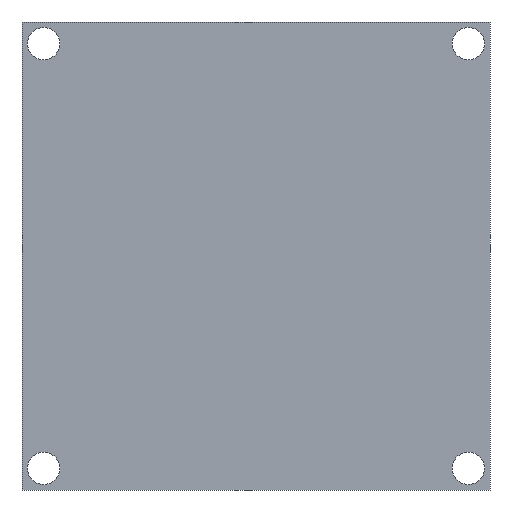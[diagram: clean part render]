
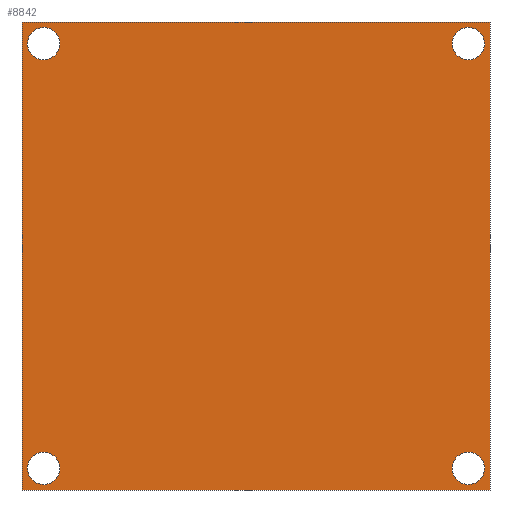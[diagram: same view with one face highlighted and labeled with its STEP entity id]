
A CAD part, front view. The second image highlights one B-rep face of the part: STEP entity #8842.
In plain terms, the highlighted planar face has unit normal (0, -1, 0).
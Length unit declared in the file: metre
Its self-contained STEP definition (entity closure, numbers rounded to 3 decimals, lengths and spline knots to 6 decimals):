
#129=CIRCLE('',#9361,0.0015);
#130=CIRCLE('',#9362,0.0015);
#131=CIRCLE('',#9363,0.0015);
#132=CIRCLE('',#9364,0.0015);
#322=FACE_BOUND('',#897,.T.);
#323=FACE_BOUND('',#898,.T.);
#324=FACE_BOUND('',#899,.T.);
#325=FACE_BOUND('',#900,.T.);
#393=FACE_OUTER_BOUND('',#896,.T.);
#896=EDGE_LOOP('',(#5799,#5800,#5801,#5802));
#897=EDGE_LOOP('',(#5803));
#898=EDGE_LOOP('',(#5804));
#899=EDGE_LOOP('',(#5805));
#900=EDGE_LOOP('',(#5806));
#1632=LINE('',#12797,#2681);
#1635=LINE('',#12802,#2684);
#1637=LINE('',#12806,#2686);
#1639=LINE('',#12809,#2688);
#2681=VECTOR('',#10253,0.0433);
#2684=VECTOR('',#10258,0.0433);
#2686=VECTOR('',#10262,0.0433);
#2688=VECTOR('',#10266,0.0433);
#3729=VERTEX_POINT('',#12795);
#3730=VERTEX_POINT('',#12796);
#3731=VERTEX_POINT('',#12801);
#3732=VERTEX_POINT('',#12805);
#3733=VERTEX_POINT('',#12811);
#3734=VERTEX_POINT('',#12813);
#3735=VERTEX_POINT('',#12815);
#3736=VERTEX_POINT('',#12817);
#4551=EDGE_CURVE('',#3729,#3730,#1632,.T.);
#4554=EDGE_CURVE('',#3730,#3731,#1635,.T.);
#4556=EDGE_CURVE('',#3731,#3732,#1637,.T.);
#4558=EDGE_CURVE('',#3732,#3729,#1639,.T.);
#4559=EDGE_CURVE('',#3733,#3733,#129,.T.);
#4560=EDGE_CURVE('',#3734,#3734,#130,.T.);
#4561=EDGE_CURVE('',#3735,#3735,#131,.T.);
#4562=EDGE_CURVE('',#3736,#3736,#132,.T.);
#5799=ORIENTED_EDGE('',*,*,#4551,.F.);
#5800=ORIENTED_EDGE('',*,*,#4558,.F.);
#5801=ORIENTED_EDGE('',*,*,#4556,.F.);
#5802=ORIENTED_EDGE('',*,*,#4554,.F.);
#5803=ORIENTED_EDGE('',*,*,#4559,.T.);
#5804=ORIENTED_EDGE('',*,*,#4560,.T.);
#5805=ORIENTED_EDGE('',*,*,#4561,.T.);
#5806=ORIENTED_EDGE('',*,*,#4562,.T.);
#7984=PLANE('',#9360);
#8842=ADVANCED_FACE('',(#393,#322,#323,#324,#325),#7984,.F.);
#9360=AXIS2_PLACEMENT_3D('',#12810,#10267,#10268);
#9361=AXIS2_PLACEMENT_3D('',#12812,#10269,#10270);
#9362=AXIS2_PLACEMENT_3D('',#12814,#10271,#10272);
#9363=AXIS2_PLACEMENT_3D('',#12816,#10273,#10274);
#9364=AXIS2_PLACEMENT_3D('',#12818,#10275,#10276);
#10253=DIRECTION('',(0.,0.,1.));
#10258=DIRECTION('',(1.,0.,0.));
#10262=DIRECTION('',(0.,0.,-1.));
#10266=DIRECTION('',(-1.,0.,0.));
#10267=DIRECTION('center_axis',(0.,1.,0.));
#10268=DIRECTION('ref_axis',(0.,0.,1.));
#10269=DIRECTION('center_axis',(0.,1.,0.));
#10270=DIRECTION('ref_axis',(0.,0.,-1.));
#10271=DIRECTION('center_axis',(0.,1.,0.));
#10272=DIRECTION('ref_axis',(0.,0.,-1.));
#10273=DIRECTION('center_axis',(0.,1.,0.));
#10274=DIRECTION('ref_axis',(0.,0.,1.));
#10275=DIRECTION('center_axis',(0.,1.,0.));
#10276=DIRECTION('ref_axis',(0.,0.,1.));
#12795=CARTESIAN_POINT('',(-0.02165,0.,-0.02165));
#12796=CARTESIAN_POINT('',(-0.02165,0.,0.02165));
#12797=CARTESIAN_POINT('',(-0.02165,0.,-0.02165));
#12801=CARTESIAN_POINT('',(0.02165,0.,0.02165));
#12802=CARTESIAN_POINT('',(-0.02165,0.,0.02165));
#12805=CARTESIAN_POINT('',(0.02165,0.,-0.02165));
#12806=CARTESIAN_POINT('',(0.02165,0.,0.02165));
#12809=CARTESIAN_POINT('',(0.02165,0.,-0.02165));
#12810=CARTESIAN_POINT('Origin',(0.,0.,0.));
#12811=CARTESIAN_POINT('',(-0.01965,0.,0.01815));
#12812=CARTESIAN_POINT('Origin',(-0.01965,0.,0.01965));
#12813=CARTESIAN_POINT('',(0.01965,0.,-0.02115));
#12814=CARTESIAN_POINT('Origin',(0.01965,0.,-0.01965));
#12815=CARTESIAN_POINT('',(0.01965,0.,0.01815));
#12816=CARTESIAN_POINT('Origin',(0.01965,0.,0.01965));
#12817=CARTESIAN_POINT('',(-0.01965,0.,-0.02115));
#12818=CARTESIAN_POINT('Origin',(-0.01965,0.,-0.01965));
